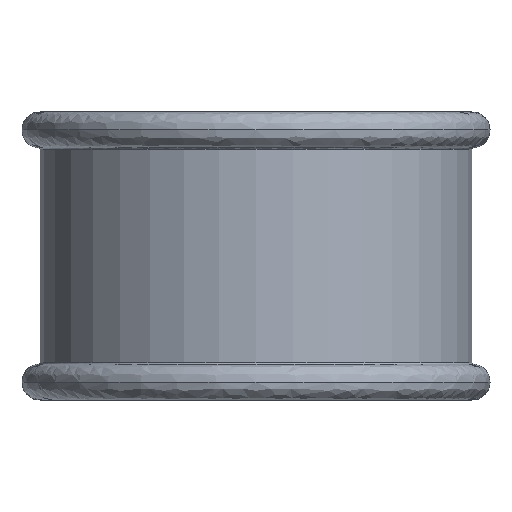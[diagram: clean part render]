
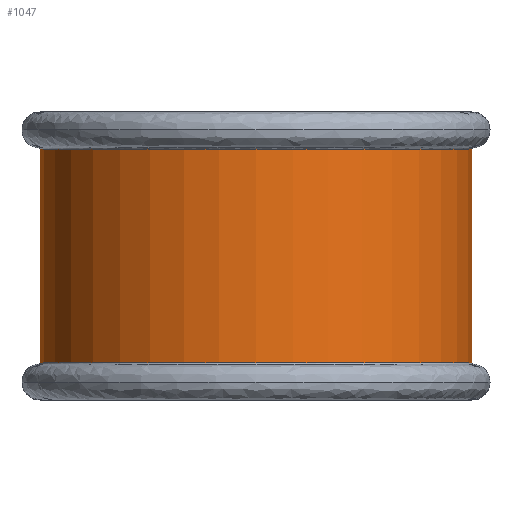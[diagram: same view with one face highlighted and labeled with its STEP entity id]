
A CAD part, front view. The second image highlights one B-rep face of the part: STEP entity #1047.
In plain terms, the highlighted cylindrical face has radius 30 mm (diameter 60 mm), a partial arc.
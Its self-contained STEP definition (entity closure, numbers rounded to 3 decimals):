
#70 = ORIENTED_EDGE ( 'NONE', *, *, #691, .T. ) ;
#77 = VECTOR ( 'NONE', #2894, 1000. ) ;
#157 = CYLINDRICAL_SURFACE ( 'NONE', #1369, 30. ) ;
#181 = CIRCLE ( 'NONE', #477, 30. ) ;
#222 = CARTESIAN_POINT ( 'NONE',  ( -29.983, -1., 0. ) ) ;
#262 = CIRCLE ( 'NONE', #2097, 30. ) ;
#310 = VERTEX_POINT ( 'NONE', #399 ) ;
#346 = CARTESIAN_POINT ( 'NONE',  ( 29.983, -1., 14.807 ) ) ;
#399 = CARTESIAN_POINT ( 'NONE',  ( -29.983, -1., -14.807 ) ) ;
#423 = EDGE_CURVE ( 'NONE', #3003, #2761, #2678, .T. ) ;
#477 = AXIS2_PLACEMENT_3D ( 'NONE', #2497, #869, #584 ) ;
#573 = DIRECTION ( 'NONE',  ( -1., 0., 0. ) ) ;
#584 = DIRECTION ( 'NONE',  ( -1., 0., 0. ) ) ;
#691 = EDGE_CURVE ( 'NONE', #2761, #2247, #181, .T. ) ;
#763 = VECTOR ( 'NONE', #1652, 1000. ) ;
#869 = DIRECTION ( 'NONE',  ( 0., 0., -1. ) ) ;
#1047 = ADVANCED_FACE ( 'NONE', ( #2278 ), #157, .T. ) ;
#1113 = DIRECTION ( 'NONE',  ( -1., 0., 0. ) ) ;
#1308 = DIRECTION ( 'NONE',  ( 0., 0., 1. ) ) ;
#1369 = AXIS2_PLACEMENT_3D ( 'NONE', #1592, #2022, #1113 ) ;
#1495 = ORIENTED_EDGE ( 'NONE', *, *, #2851, .T. ) ;
#1512 = ORIENTED_EDGE ( 'NONE', *, *, #2397, .T. ) ;
#1592 = CARTESIAN_POINT ( 'NONE',  ( 0., 0., 0. ) ) ;
#1652 = DIRECTION ( 'NONE',  ( 0., 0., -1. ) ) ;
#1721 = CARTESIAN_POINT ( 'NONE',  ( -29.983, -1., 14.807 ) ) ;
#1938 = CARTESIAN_POINT ( 'NONE',  ( 29.983, -1., -14.807 ) ) ;
#2022 = DIRECTION ( 'NONE',  ( 0., 0., -1. ) ) ;
#2097 = AXIS2_PLACEMENT_3D ( 'NONE', #3001, #1308, #573 ) ;
#2114 = LINE ( 'NONE', #222, #763 ) ;
#2160 = CARTESIAN_POINT ( 'NONE',  ( 29.983, -1., 0. ) ) ;
#2247 = VERTEX_POINT ( 'NONE', #1721 ) ;
#2278 = FACE_OUTER_BOUND ( 'NONE', #3036, .T. ) ;
#2397 = EDGE_CURVE ( 'NONE', #310, #3003, #262, .T. ) ;
#2497 = CARTESIAN_POINT ( 'NONE',  ( 0., 0., 14.807 ) ) ;
#2678 = LINE ( 'NONE', #2160, #77 ) ;
#2691 = ORIENTED_EDGE ( 'NONE', *, *, #423, .T. ) ;
#2761 = VERTEX_POINT ( 'NONE', #346 ) ;
#2851 = EDGE_CURVE ( 'NONE', #2247, #310, #2114, .T. ) ;
#2894 = DIRECTION ( 'NONE',  ( 0., 0., 1. ) ) ;
#3001 = CARTESIAN_POINT ( 'NONE',  ( 0., 0., -14.807 ) ) ;
#3003 = VERTEX_POINT ( 'NONE', #1938 ) ;
#3036 = EDGE_LOOP ( 'NONE', ( #2691, #70, #1495, #1512 ) ) ;
